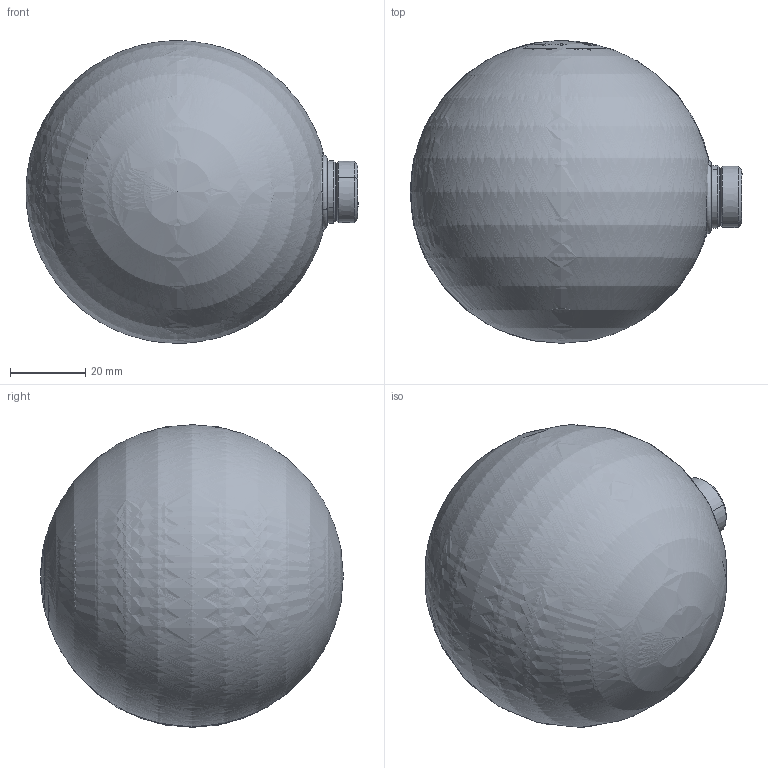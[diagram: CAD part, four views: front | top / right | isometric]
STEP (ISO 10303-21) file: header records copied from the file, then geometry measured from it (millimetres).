
FILE_DESCRIPTION((''),'2;1');
FILE_NAME('_DA_CONVERTIRE0001_SW0001','2017-01-31T',('mparodi'),(''),'CREO PARAMETRIC BY PTC INC, 2014500','CREO PARAMETRIC BY PTC INC, 2014500','');
FILE_SCHEMA(('CONFIG_CONTROL_DESIGN'));
Products named in the file (1): _DA_CONVERTIRE0001_SW0001
Bounding box: 88.2 x 80.4 x 80.4 mm (x, y, z)
Surface area: 294061.4 mm2 (no closed solid volume)
Topology: 0 solids, 0 shells, 591 faces, 3204 edges, 3093 vertices
Faces by surface type: bspline 487, torus 56, sphere 48
Entity records: 54223 total; most frequent: CARTESIAN_POINT 27410, DIRECTION 4251, TRIMMED_CURVE 3392, DEFINITIONAL_REPRESENTATION 3031, PCURVE 3031, COMPOSITE_CURVE_SEGMENT 3031, VECTOR 2741, LINE 2741
